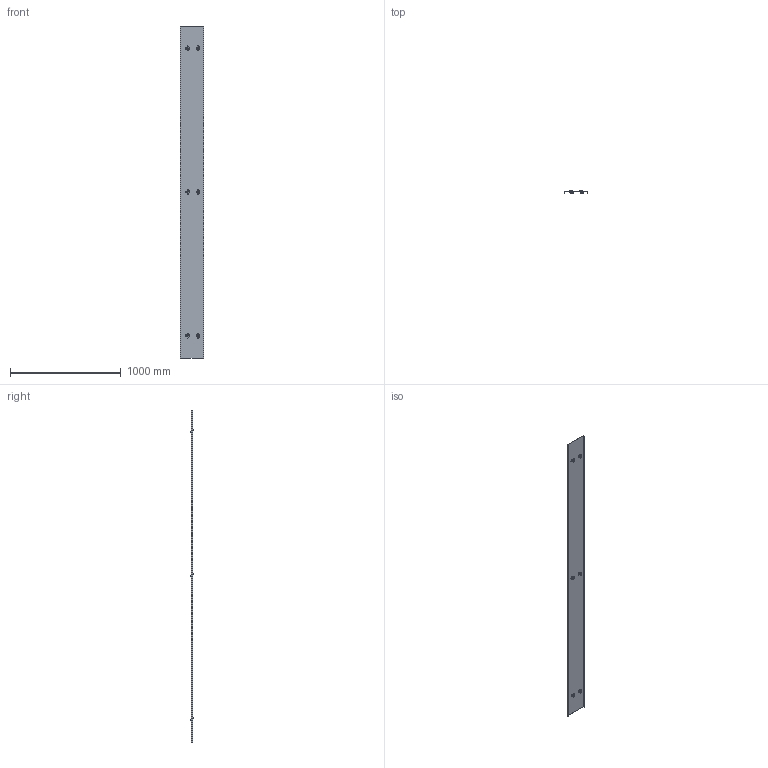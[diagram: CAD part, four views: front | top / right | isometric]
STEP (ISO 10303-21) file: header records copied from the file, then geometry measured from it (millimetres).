
FILE_DESCRIPTION (( 'STEP AP214' ), '1' );
FILE_NAME ('6227365.STEP', '2020-04-06T09:32:34', ( '' ), ( '' ), 'SwSTEP 2.0', 'SolidWorks 2018', '' );
FILE_SCHEMA (( 'AUTOMOTIVE_DESIGN' ));
Length unit declared in the file: millimetre
Products named in the file (6): 6227365; 020263_DIN EN ISO 10511 - M8 ; 099600_Standard; KTS 14.002-012_M8x16; 116611_WS200 200x3000 s=1,0; KTS 08.083-001_Standard
Assembly tree (25 placements, depth 2):
  6227365
    116611_WS200 200x3000 s=1,0
    KTS 08.083-001_Standard  x6
    KTS 14.002-012_M8x16  x6
    099600_Standard  x6
    020263_DIN EN ISO 10511 - M8   x6
Bounding box: 210 x 24.53 x 3000 mm (x, y, z)
Volume: 729133.3 mm3; surface area: 1437051.5 mm2
Topology: 25 solids, 25 shells, 650 faces, 1632 edges, 1050 vertices
Faces by surface type: plane 290, bspline 132, cylinder 120, cone 84, sphere 12, torus 12
Entity records: 6064 total; most frequent: CARTESIAN_POINT 2657, ORIENTED_EDGE 664, DIRECTION 580, EDGE_CURVE 332, AXIS2_PLACEMENT_3D 220, VERTEX_POINT 215, EDGE_LOOP 151, LINE 140
